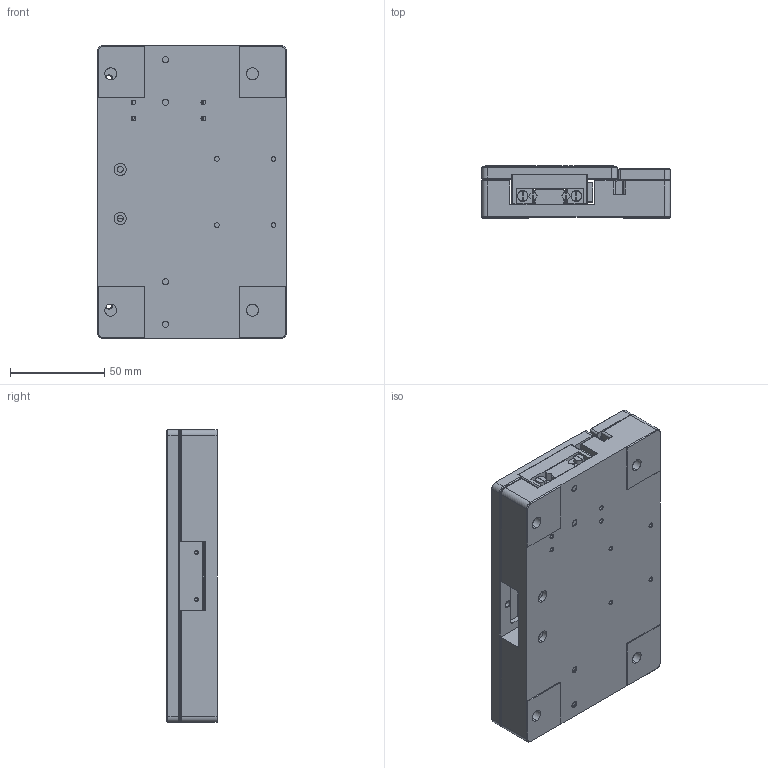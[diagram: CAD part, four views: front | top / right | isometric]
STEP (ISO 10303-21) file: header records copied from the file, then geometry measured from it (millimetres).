
FILE_DESCRIPTION (( 'STEP AP214' ), '1' );
FILE_NAME ('GU-LS3T系列平移台 台面尺寸=70×155mm.STEP', '2020-12-17T05:16:49', ( '' ), ( '' ), 'SwSTEP 2.0', 'SolidWorks 2019', '' );
FILE_SCHEMA (( 'AUTOMOTIVE_DESIGN' ));
Length unit declared in the file: millimetre
Products named in the file (1): GU-LS3T系列平移台 台面尺寸=70×155mm
Bounding box: 100 x 27.5 x 155 mm (x, y, z)
Surface area: 138762.1 mm2 (no closed solid volume)
Topology: 0 solids, 99 shells, 1836 faces, 4579 edges, 2906 vertices
Faces by surface type: plane 795, cylinder 584, cone 250, bspline 207
Entity records: 64445 total; most frequent: CARTESIAN_POINT 21443, ORIENTED_EDGE 8690, DIRECTION 8295, EDGE_CURVE 4515, AXIS2_PLACEMENT_3D 2989, VERTEX_POINT 2906, VECTOR 2317, LINE 2317
